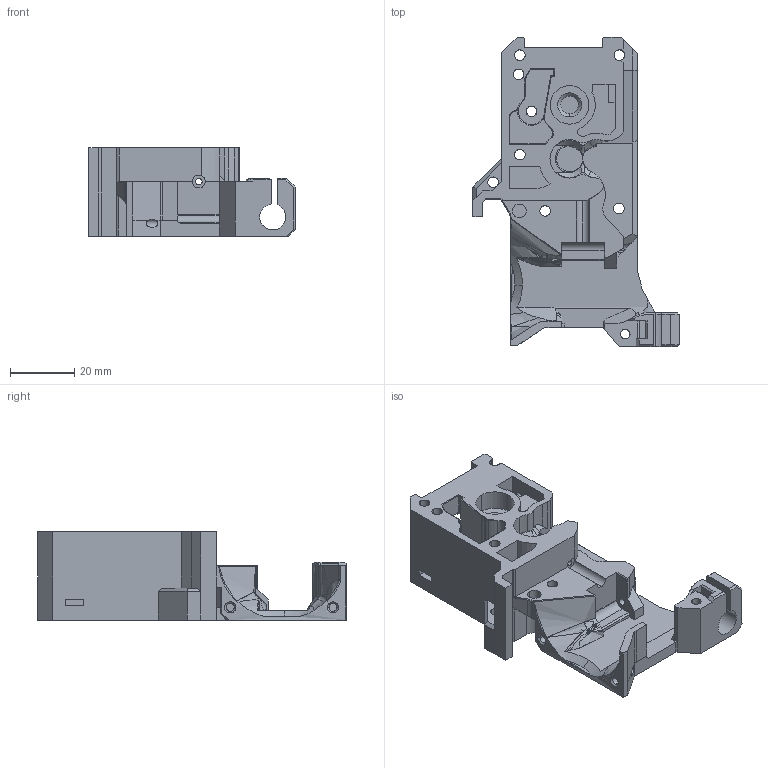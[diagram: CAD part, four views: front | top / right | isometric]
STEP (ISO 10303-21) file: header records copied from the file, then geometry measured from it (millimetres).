
FILE_DESCRIPTION (( 'STEP AP203' ), '1' );
FILE_NAME ('Extruder Rear Housing.STEP', '2020-08-07T05:31:32', ( '' ), ( '' ), 'SwSTEP 2.0', 'SolidWorks 2018', '' );
FILE_SCHEMA (( 'CONFIG_CONTROL_DESIGN' ));
Length unit declared in the file: millimetre
Products named in the file (1): Extruder Rear Housing
Bounding box: 64.26 x 96.2 x 27.5 mm (x, y, z)
Volume: 49078.6 mm3; surface area: 25448.1 mm2
Topology: 1 solids, 1 shells, 746 faces, 1951 edges, 1230 vertices
Faces by surface type: plane 390, cylinder 255, bspline 57, cone 42, torus 2
Entity records: 34363 total; most frequent: CARTESIAN_POINT 17082, ORIENTED_EDGE 3886, DIRECTION 3125, EDGE_CURVE 1943, VERTEX_POINT 1230, LINE 1197, VECTOR 1197, AXIS2_PLACEMENT_3D 964
